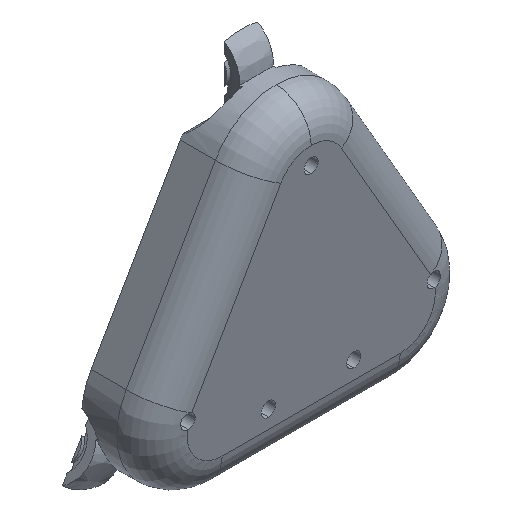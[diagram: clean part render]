
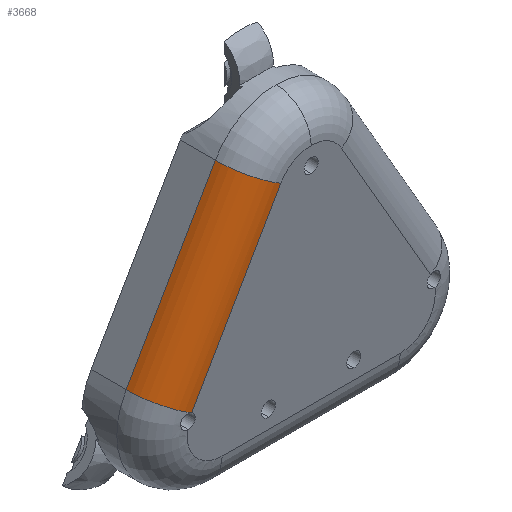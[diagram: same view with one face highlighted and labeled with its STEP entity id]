
A CAD part, isometric view. The second image highlights one B-rep face of the part: STEP entity #3668.
In plain terms, the highlighted cylindrical face has radius 10 mm (diameter 20 mm), a partial arc.
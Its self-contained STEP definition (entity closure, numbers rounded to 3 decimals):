
#181 = VERTEX_POINT ( 'NONE', #13289 ) ;
#249 = CARTESIAN_POINT ( 'NONE',  ( 51.34, 10., 68.923 ) ) ;
#329 = ORIENTED_EDGE ( 'NONE', *, *, #2142, .F. ) ;
#404 = DIRECTION ( 'NONE',  ( -0.5, 0., -0.866 ) ) ;
#608 = ORIENTED_EDGE ( 'NONE', *, *, #1681, .F. ) ;
#722 = EDGE_LOOP ( 'NONE', ( #608, #329, #14940, #11173, #14705 ) ) ;
#826 = VECTOR ( 'NONE', #5395, 1000. ) ;
#836 = DIRECTION ( 'NONE',  ( -0.866, 0., 0.5 ) ) ;
#1681 = EDGE_CURVE ( 'NONE', #12497, #8005, #13744, .T. ) ;
#1831 = VERTEX_POINT ( 'NONE', #10221 ) ;
#1858 = CYLINDRICAL_SURFACE ( 'NONE', #6007, 10. ) ;
#2142 = EDGE_CURVE ( 'NONE', #11861, #12497, #14816, .T. ) ;
#2390 = EDGE_CURVE ( 'NONE', #181, #8005, #5002, .T. ) ;
#2650 = DIRECTION ( 'NONE',  ( 0.866, 0., -0.5 ) ) ;
#2743 = DIRECTION ( 'NONE',  ( -0.866, 0., 0.5 ) ) ;
#2759 = CARTESIAN_POINT ( 'NONE',  ( 25.643, 0.008, 25.195 ) ) ;
#2792 = DIRECTION ( 'NONE',  ( 0.5, 0., 0.866 ) ) ;
#3014 = FACE_OUTER_BOUND ( 'NONE', #722, .T. ) ;
#3668 = ADVANCED_FACE ( 'NONE', ( #3014 ), #1858, .T. ) ;
#3904 = DIRECTION ( 'NONE',  ( 0.5, 0., 0.866 ) ) ;
#4150 = CARTESIAN_POINT ( 'NONE',  ( 25.981, 0., 25. ) ) ;
#5002 = CIRCLE ( 'NONE', #5248, 10. ) ;
#5248 = AXIS2_PLACEMENT_3D ( 'NONE', #12159, #3904, #2650 ) ;
#5255 = CARTESIAN_POINT ( 'NONE',  ( 26., 0., 25.033 ) ) ;
#5395 = DIRECTION ( 'NONE',  ( -0.5, 0., -0.866 ) ) ;
#6007 = AXIS2_PLACEMENT_3D ( 'NONE', #12678, #7779, #836 ) ;
#6354 = CARTESIAN_POINT ( 'NONE',  ( 25.886, 0., 25.099 ) ) ;
#6592 = EDGE_CURVE ( 'NONE', #11861, #1831, #14756, .T. ) ;
#7753 = CARTESIAN_POINT ( 'NONE',  ( 25.643, 0.008, 25.195 ) ) ;
#7779 = DIRECTION ( 'NONE',  ( -0.5, 0., -0.866 ) ) ;
#8005 = VERTEX_POINT ( 'NONE', #7753 ) ;
#8530 = CARTESIAN_POINT ( 'NONE',  ( 25.767, 0.003, 25.153 ) ) ;
#8647 = CARTESIAN_POINT ( 'NONE',  ( 51.34, 0., 68.923 ) ) ;
#10221 = CARTESIAN_POINT ( 'NONE',  ( 42.679, 10., 73.923 ) ) ;
#11020 = AXIS2_PLACEMENT_3D ( 'NONE', #249, #404, #2743 ) ;
#11066 = VECTOR ( 'NONE', #2792, 1000. ) ;
#11130 = LINE ( 'NONE', #13468, #11066 ) ;
#11173 = ORIENTED_EDGE ( 'NONE', *, *, #14021, .F. ) ;
#11861 = VERTEX_POINT ( 'NONE', #8647 ) ;
#12159 = CARTESIAN_POINT ( 'NONE',  ( 25.981, 10., 25. ) ) ;
#12497 = VERTEX_POINT ( 'NONE', #14829 ) ;
#12678 = CARTESIAN_POINT ( 'NONE',  ( 25.981, 10., 25. ) ) ;
#13289 = CARTESIAN_POINT ( 'NONE',  ( 17.321, 10., 30. ) ) ;
#13468 = CARTESIAN_POINT ( 'NONE',  ( 42.679, 10., 73.923 ) ) ;
#13744 = B_SPLINE_CURVE_WITH_KNOTS ( 'NONE', 3,
 ( #5255, #6354, #8530, #2759 ),
 .UNSPECIFIED., .F., .F.,
 ( 4, 4 ),
 ( 0., 0. ),
 .UNSPECIFIED. ) ;
#14021 = EDGE_CURVE ( 'NONE', #181, #1831, #11130, .T. ) ;
#14705 = ORIENTED_EDGE ( 'NONE', *, *, #2390, .T. ) ;
#14756 = CIRCLE ( 'NONE', #11020, 10. ) ;
#14816 = LINE ( 'NONE', #4150, #826 ) ;
#14829 = CARTESIAN_POINT ( 'NONE',  ( 26., 0., 25.033 ) ) ;
#14940 = ORIENTED_EDGE ( 'NONE', *, *, #6592, .T. ) ;
